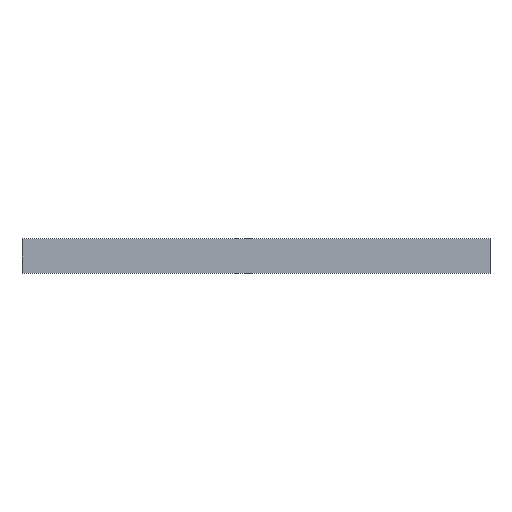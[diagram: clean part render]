
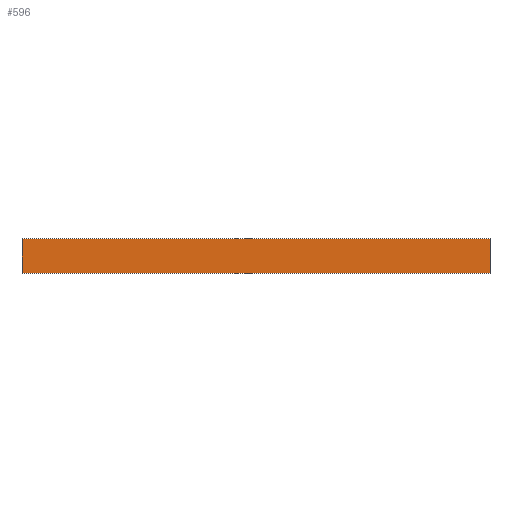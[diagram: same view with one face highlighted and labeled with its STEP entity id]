
A CAD part, top view. The second image highlights one B-rep face of the part: STEP entity #596.
In plain terms, the highlighted planar face has unit normal (0, 0, 1).
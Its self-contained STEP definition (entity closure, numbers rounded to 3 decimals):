
#7 = CARTESIAN_POINT ( 'NONE',  ( 50., -3.7, 0.9 ) ) ;
#37 = CARTESIAN_POINT ( 'NONE',  ( -50., -3.7, 0.9 ) ) ;
#54 = CARTESIAN_POINT ( 'NONE',  ( 50., -3.7, 0.9 ) ) ;
#57 = DIRECTION ( 'NONE',  ( -1., 0., 0. ) ) ;
#66 = DIRECTION ( 'NONE',  ( -1., 0., 0. ) ) ;
#73 = CARTESIAN_POINT ( 'NONE',  ( 50., -3.7, 0.9 ) ) ;
#83 = CARTESIAN_POINT ( 'NONE',  ( -50., -3.7, 0.9 ) ) ;
#130 = CARTESIAN_POINT ( 'NONE',  ( -50., 3.7, 0.9 ) ) ;
#133 = CARTESIAN_POINT ( 'NONE',  ( 50., 3.7, 0.9 ) ) ;
#153 = DIRECTION ( 'NONE',  ( 0., -1., 0. ) ) ;
#165 = DIRECTION ( 'NONE',  ( 0., -1., 0. ) ) ;
#183 = CARTESIAN_POINT ( 'NONE',  ( 50., 3.7, 0.9 ) ) ;
#260 = ORIENTED_EDGE ( 'NONE', *, *, #558, .F. ) ;
#261 = ORIENTED_EDGE ( 'NONE', *, *, #522, .T. ) ;
#276 = ORIENTED_EDGE ( 'NONE', *, *, #523, .F. ) ;
#287 = VERTEX_POINT ( 'NONE', #183 ) ;
#291 = VERTEX_POINT ( 'NONE', #130 ) ;
#306 = VERTEX_POINT ( 'NONE', #83 ) ;
#326 = VERTEX_POINT ( 'NONE', #7 ) ;
#343 = EDGE_LOOP ( 'NONE', ( #261, #260, #276, #350 ) ) ;
#350 = ORIENTED_EDGE ( 'NONE', *, *, #520, .T. ) ;
#392 = PLANE ( 'NONE',  #477 ) ;
#400 = DIRECTION ( 'NONE',  ( 0., 0., -1. ) ) ;
#402 = CARTESIAN_POINT ( 'NONE',  ( 50., -3.7, 0.9 ) ) ;
#445 = DIRECTION ( 'NONE',  ( -1., 0., 0. ) ) ;
#477 = AXIS2_PLACEMENT_3D ( 'NONE', #402, #400, #445 ) ;
#520 = EDGE_CURVE ( 'NONE', #287, #291, #760, .T. ) ;
#522 = EDGE_CURVE ( 'NONE', #291, #306, #756, .T. ) ;
#523 = EDGE_CURVE ( 'NONE', #287, #326, #754, .T. ) ;
#558 = EDGE_CURVE ( 'NONE', #326, #306, #699, .T. ) ;
#596 = ADVANCED_FACE ( 'NONE', ( #666 ), #392, .F. ) ;
#666 = FACE_OUTER_BOUND ( 'NONE', #343, .T. ) ;
#696 = VECTOR ( 'NONE', #57, 1000. ) ;
#699 = LINE ( 'NONE', #54, #696 ) ;
#751 = VECTOR ( 'NONE', #165, 1000. ) ;
#753 = VECTOR ( 'NONE', #153, 1000. ) ;
#754 = LINE ( 'NONE', #73, #751 ) ;
#756 = LINE ( 'NONE', #37, #753 ) ;
#757 = VECTOR ( 'NONE', #66, 1000. ) ;
#760 = LINE ( 'NONE', #133, #757 ) ;
